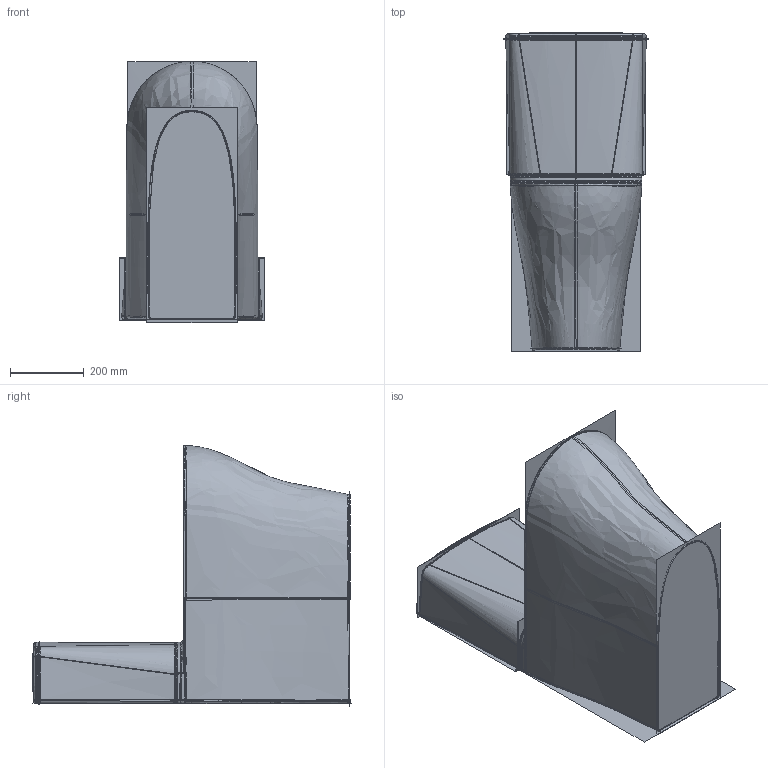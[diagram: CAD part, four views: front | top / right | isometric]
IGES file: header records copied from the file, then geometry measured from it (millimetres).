
Start section:  PTC IGES file: 2626.igs
Global section: file name: 2626.igs; native system: Creo Parametric by PTC Inc.; preprocessor: 2019224; author: 11049422; organization: Unknown; date: 20200604.112103; units: millimetre
Bounding box: 391.57 x 864.73 x 708.19 mm (x, y, z)
Surface area: 3814552.8 mm2 (no closed solid volume)
Topology: 0 solids, 0 shells, 296 faces, 3545 edges, 4532 vertices
Faces by surface type: bspline 296
